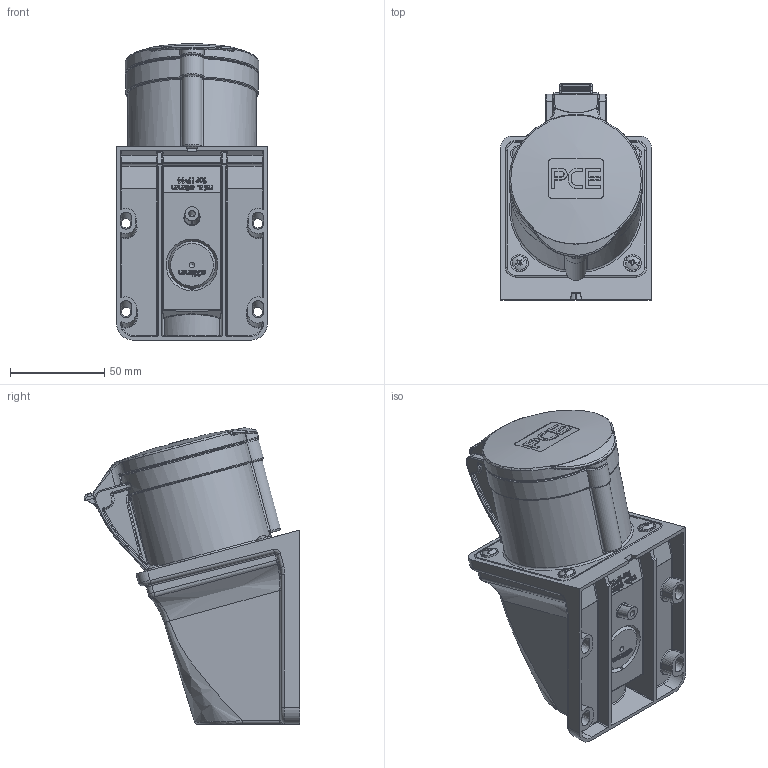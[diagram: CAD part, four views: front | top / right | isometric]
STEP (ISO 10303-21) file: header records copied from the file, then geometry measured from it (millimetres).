
FILE_DESCRIPTION (( 'STEP AP203' ), '1' );
FILE_NAME ('12591-6.STEP', '2018-10-30T10:04:16', ( '' ), ( '' ), 'SwSTEP 2.0', 'SolidWorks 2017', '' );
FILE_SCHEMA (( 'CONFIG_CONTROL_DESIGN' ));
Length unit declared in the file: millimetre
Products named in the file (1): 12591-6
Bounding box: 80 x 114.59 x 157.29 mm (x, y, z)
Volume: 594726.5 mm3; surface area: 64969.5 mm2
Topology: 1 solids, 1 shells, 1328 faces, 3436 edges, 2124 vertices
Faces by surface type: plane 530, bspline 418, cylinder 226, torus 68, sphere 50, cone 36
Full cylindrical faces by diameter (mm): 9.3 x2, 25 x1
Entity records: 91161 total; most frequent: CARTESIAN_POINT 63316, ORIENTED_EDGE 6684, DIRECTION 4432, EDGE_CURVE 3342, VERTEX_POINT 2091, AXIS2_PLACEMENT_3D 1519, EDGE_LOOP 1411, VECTOR 1394
